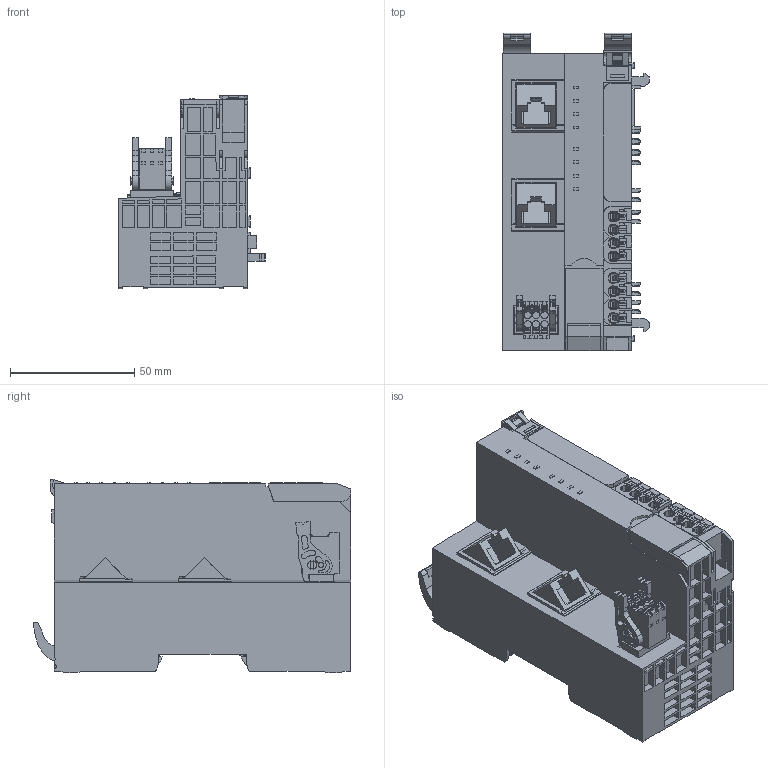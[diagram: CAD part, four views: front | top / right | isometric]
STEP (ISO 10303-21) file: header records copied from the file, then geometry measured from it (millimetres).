
FILE_DESCRIPTION(('CATIA V5 STEP Exchange','CAx-IF Rec.Pracs.--- Model Styling and Organization---1.4--- 2014-01-23'),'2;1');
FILE_NAME ('D1601094_1', '2024-02-07T11:45:25+00:00', ('none'), ('Weidmueller'), 'CATIA Version 5-6 Release 2016 SP3 HF44', 'CATIA V5 STEP AP214', 'none');
FILE_SCHEMA(('AUTOMOTIVE_DESIGN { 1 0 10303 214 1 1 1 1 }'));
Products named in the file (1): S3D_UC20_WL2000_AC_CAN
Bounding box: 59 x 127.88 x 78.03 mm (x, y, z)
Volume: 332748 mm3; surface area: 59087 mm2
Topology: 4 solids, 5 shells, 2598 faces, 7339 edges, 4893 vertices
Faces by surface type: plane 2058, cylinder 395, extrusion 80, torus 41, cone 12, bspline 12
Entity records: 84931 total; most frequent: CARTESIAN_POINT 19293, ORIENTED_EDGE 14678, DIRECTION 10197, EDGE_CURVE 7339, VECTOR 6002, LINE 5922, VERTEX_POINT 4893, EDGE_LOOP 2776
